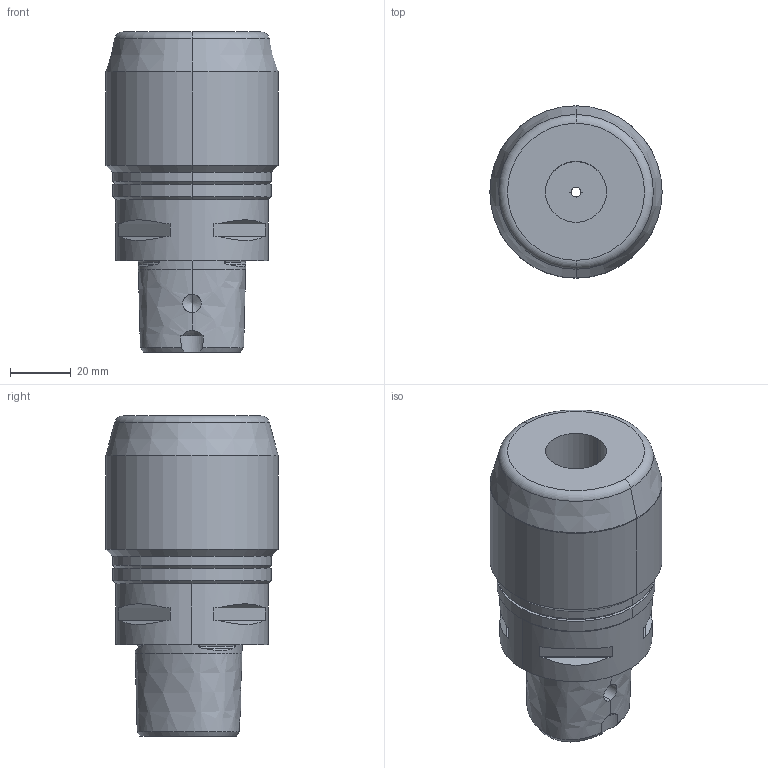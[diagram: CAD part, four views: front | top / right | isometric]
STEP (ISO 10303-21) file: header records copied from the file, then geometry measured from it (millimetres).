
FILE_DESCRIPTION (( 'STEP AP203' ), '1' );
FILE_NAME ('STP-142.463G.20.075.STEP', '2020-06-05T01:42:49', ( '' ), ( '' ), 'SwSTEP 2.0', 'SolidWorks 2017', '' );
FILE_SCHEMA (( 'CONFIG_CONTROL_DESIGN' ));
Length unit declared in the file: millimetre
Products named in the file (1): STP-142.463G.20.075
Bounding box: 56.5 x 56.5 x 105 mm (x, y, z)
Volume: 164513.5 mm3; surface area: 26670.9 mm2
Topology: 1 solids, 1 shells, 95 faces, 220 edges, 133 vertices
Faces by surface type: plane 29, cone 24, cylinder 23, torus 13, bspline 6
Entity records: 4990 total; most frequent: CARTESIAN_POINT 2809, DIRECTION 444, ORIENTED_EDGE 436, EDGE_CURVE 218, AXIS2_PLACEMENT_3D 189, VERTEX_POINT 133, EDGE_LOOP 107, CIRCLE 99
